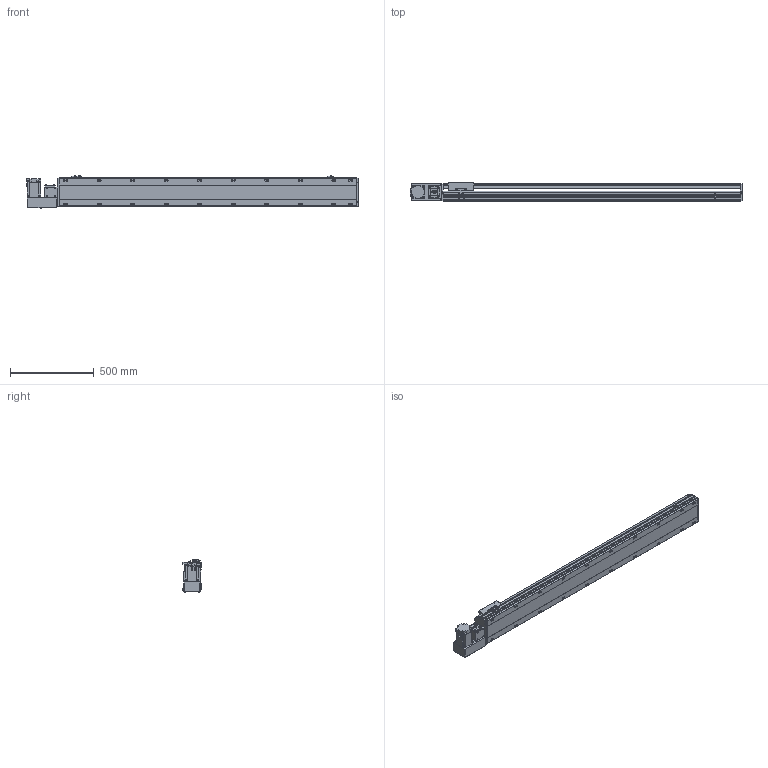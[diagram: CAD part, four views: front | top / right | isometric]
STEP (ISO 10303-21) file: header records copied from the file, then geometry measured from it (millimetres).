
FILE_DESCRIPTION (( 'STEP AP214' ), '1' );
FILE_NAME ('WEX170BL-030LC-1500XXXX.STEP', '2025-02-28T17:01:46', ( '' ), ( '' ), 'SwSTEP 2.0', 'SolidWorks 2022', '' );
FILE_SCHEMA (( 'AUTOMOTIVE_DESIGN' ));
Length unit declared in the file: millimetre
Products named in the file (9): WEX220-1500B-1; FANG STICKER; WEX170-1500B-3; WEX170-1500BCARRIAGE; WEX170-1500B-2; WEX170BL-030LC-1500XXXX; WEX170-1500BMOTOR; WEX170-1500BSENSOR; WEX170-1500B-5
Assembly tree (8 placements, depth 2):
  WEX220-1500B-1
  WEX170BL-030LC-1500XXXX
    WEX170-1500B-2
    WEX170-1500BMOTOR
    WEX170-1500BCARRIAGE
    WEX170-1500B-3
    WEX170-1500BSENSOR  x3
    FANG STICKER
  WEX170-1500B-5
Bounding box: 1979.3 x 108 x 194.96 mm (x, y, z)
Volume: 14047376.6 mm3; surface area: 1889360.8 mm2
Topology: 8 solids, 8 shells, 1684 faces, 4256 edges, 2762 vertices
Faces by surface type: plane 1126, cylinder 432, cone 100, torus 22, sphere 4
Entity records: 44208 total; most frequent: CARTESIAN_POINT 8025, DIRECTION 7358, ORIENTED_EDGE 7240, EDGE_CURVE 3620, VECTOR 2688, LINE 2688, VERTEX_POINT 2358, AXIS2_PLACEMENT_3D 2335
